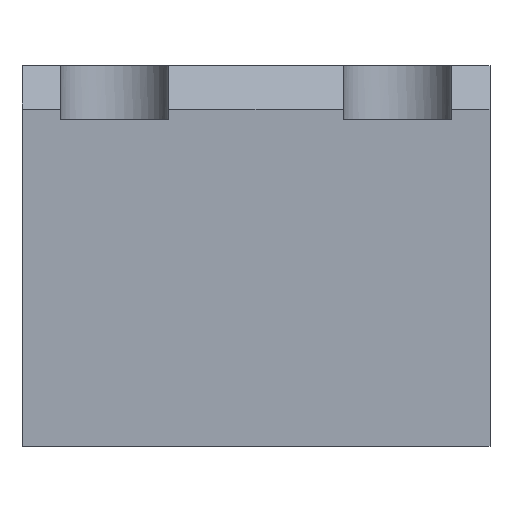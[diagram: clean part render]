
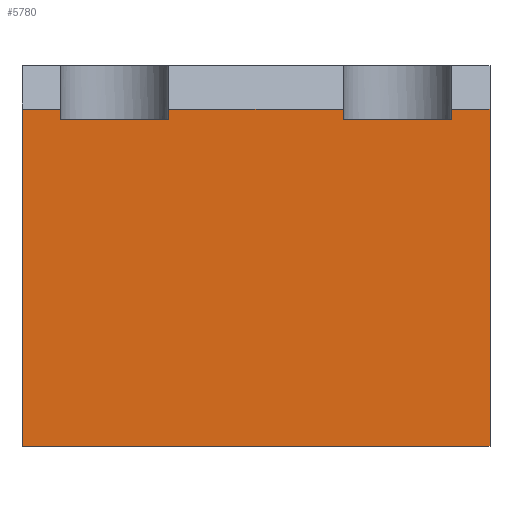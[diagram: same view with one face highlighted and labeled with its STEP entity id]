
A CAD part, front view. The second image highlights one B-rep face of the part: STEP entity #5780.
In plain terms, the highlighted free-form (B-spline) face has degree [1, 1] with [2, 2] control points.
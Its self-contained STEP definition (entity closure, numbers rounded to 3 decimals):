
#4870 = CARTESIAN_POINT ('', (13.5, 0., 31.));
#4880 = VERTEX_POINT ('', #4870);
#4890 = CARTESIAN_POINT ('', (13.5, 0., 30.));
#4900 = VERTEX_POINT ('', #4890);
#4910 = CARTESIAN_POINT ('', (13.5, 0., 31.));
#4920 = CARTESIAN_POINT ('', (13.5, 0., 30.));
#4930 = B_SPLINE_CURVE_WITH_KNOTS ('', 1, (#4910, #4920), .UNSPECIFIED., .F., .U., (2, 2), (0., 1.), .UNSPECIFIED.);
#4940 = EDGE_CURVE ('', #4880, #4900, #4930, .T.);
#4950 = ORIENTED_EDGE ('', *, *, #4940, .T.);
#4960 = CARTESIAN_POINT ('', (3.5, 0., 30.));
#4970 = VERTEX_POINT ('', #4960);
#4980 = CARTESIAN_POINT ('', (13.5, 0., 30.));
#4990 = CARTESIAN_POINT ('', (3.5, 0., 30.));
#5000 = B_SPLINE_CURVE_WITH_KNOTS ('', 1, (#4980, #4990), .UNSPECIFIED., .F., .U., (2, 2), (0., 1.), .UNSPECIFIED.);
#5010 = EDGE_CURVE ('', #4900, #4970, #5000, .T.);
#5020 = ORIENTED_EDGE ('', *, *, #5010, .T.);
#5030 = CARTESIAN_POINT ('', (3.5, 0., 31.));
#5040 = VERTEX_POINT ('', #5030);
#5050 = CARTESIAN_POINT ('', (3.5, 0., 30.));
#5060 = CARTESIAN_POINT ('', (3.5, 0., 31.));
#5070 = B_SPLINE_CURVE_WITH_KNOTS ('', 1, (#5050, #5060), .UNSPECIFIED., .F., .U., (2, 2), (0., 1.), .UNSPECIFIED.);
#5080 = EDGE_CURVE ('', #4970, #5040, #5070, .T.);
#5090 = ORIENTED_EDGE ('', *, *, #5080, .T.);
#5100 = CARTESIAN_POINT ('', (0., 0., 31.));
#5110 = VERTEX_POINT ('', #5100);
#5120 = CARTESIAN_POINT ('', (3.5, 0., 31.));
#5130 = CARTESIAN_POINT ('', (0., 0., 31.));
#5140 = B_SPLINE_CURVE_WITH_KNOTS ('', 1, (#5120, #5130), .UNSPECIFIED., .F., .U., (2, 2), (0., 1.), .UNSPECIFIED.);
#5150 = EDGE_CURVE ('', #5040, #5110, #5140, .T.);
#5160 = ORIENTED_EDGE ('', *, *, #5150, .T.);
#5170 = CARTESIAN_POINT ('', (0., 0., 0.));
#5180 = VERTEX_POINT ('', #5170);
#5190 = CARTESIAN_POINT ('', (0., 0., 31.));
#5200 = CARTESIAN_POINT ('', (0., 0., 0.));
#5210 = B_SPLINE_CURVE_WITH_KNOTS ('', 1, (#5190, #5200), .UNSPECIFIED., .F., .U., (2, 2), (0., 1.), .UNSPECIFIED.);
#5220 = EDGE_CURVE ('', #5110, #5180, #5210, .T.);
#5230 = ORIENTED_EDGE ('', *, *, #5220, .T.);
#5240 = CARTESIAN_POINT ('', (43., 0., 0.));
#5250 = VERTEX_POINT ('', #5240);
#5260 = CARTESIAN_POINT ('', (0., 0., 0.));
#5270 = CARTESIAN_POINT ('', (43., 0., 0.));
#5280 = B_SPLINE_CURVE_WITH_KNOTS ('', 1, (#5260, #5270), .UNSPECIFIED., .F., .U., (2, 2), (0., 1.), .UNSPECIFIED.);
#5290 = EDGE_CURVE ('', #5180, #5250, #5280, .T.);
#5300 = ORIENTED_EDGE ('', *, *, #5290, .T.);
#5310 = CARTESIAN_POINT ('', (43., 0., 31.));
#5320 = VERTEX_POINT ('', #5310);
#5330 = CARTESIAN_POINT ('', (43., 0., 0.));
#5340 = CARTESIAN_POINT ('', (43., 0., 31.));
#5350 = B_SPLINE_CURVE_WITH_KNOTS ('', 1, (#5330, #5340), .UNSPECIFIED., .F., .U., (2, 2), (0., 1.), .UNSPECIFIED.);
#5360 = EDGE_CURVE ('', #5250, #5320, #5350, .T.);
#5370 = ORIENTED_EDGE ('', *, *, #5360, .T.);
#5380 = CARTESIAN_POINT ('', (39.5, 0., 31.));
#5390 = VERTEX_POINT ('', #5380);
#5400 = CARTESIAN_POINT ('', (43., 0., 31.));
#5410 = CARTESIAN_POINT ('', (39.5, 0., 31.));
#5420 = B_SPLINE_CURVE_WITH_KNOTS ('', 1, (#5400, #5410), .UNSPECIFIED., .F., .U., (2, 2), (0., 1.), .UNSPECIFIED.);
#5430 = EDGE_CURVE ('', #5320, #5390, #5420, .T.);
#5440 = ORIENTED_EDGE ('', *, *, #5430, .T.);
#5450 = CARTESIAN_POINT ('', (39.5, 0., 30.));
#5460 = VERTEX_POINT ('', #5450);
#5470 = CARTESIAN_POINT ('', (39.5, 0., 31.));
#5480 = CARTESIAN_POINT ('', (39.5, 0., 30.));
#5490 = B_SPLINE_CURVE_WITH_KNOTS ('', 1, (#5470, #5480), .UNSPECIFIED., .F., .U., (2, 2), (0., 1.), .UNSPECIFIED.);
#5500 = EDGE_CURVE ('', #5390, #5460, #5490, .T.);
#5510 = ORIENTED_EDGE ('', *, *, #5500, .T.);
#5520 = CARTESIAN_POINT ('', (29.5, 0., 30.));
#5530 = VERTEX_POINT ('', #5520);
#5540 = CARTESIAN_POINT ('', (39.5, 0., 30.));
#5550 = CARTESIAN_POINT ('', (29.5, 0., 30.));
#5560 = B_SPLINE_CURVE_WITH_KNOTS ('', 1, (#5540, #5550), .UNSPECIFIED., .F., .U., (2, 2), (0., 1.), .UNSPECIFIED.);
#5570 = EDGE_CURVE ('', #5460, #5530, #5560, .T.);
#5580 = ORIENTED_EDGE ('', *, *, #5570, .T.);
#5590 = CARTESIAN_POINT ('', (29.5, 0., 31.));
#5600 = VERTEX_POINT ('', #5590);
#5610 = CARTESIAN_POINT ('', (29.5, 0., 30.));
#5620 = CARTESIAN_POINT ('', (29.5, 0., 31.));
#5630 = B_SPLINE_CURVE_WITH_KNOTS ('', 1, (#5610, #5620), .UNSPECIFIED., .F., .U., (2, 2), (0., 1.), .UNSPECIFIED.);
#5640 = EDGE_CURVE ('', #5530, #5600, #5630, .T.);
#5650 = ORIENTED_EDGE ('', *, *, #5640, .T.);
#5660 = CARTESIAN_POINT ('', (29.5, 0., 31.));
#5670 = CARTESIAN_POINT ('', (13.5, 0., 31.));
#5680 = B_SPLINE_CURVE_WITH_KNOTS ('', 1, (#5660, #5670), .UNSPECIFIED., .F., .U., (2, 2), (0., 1.), .UNSPECIFIED.);
#5690 = EDGE_CURVE ('', #5600, #4880, #5680, .T.);
#5700 = ORIENTED_EDGE ('', *, *, #5690, .T.);
#5710 = EDGE_LOOP ('', (#4950, #5020, #5090, #5160, #5230, #5300, #5370, #5440, #5510, #5580, #5650, #5700));
#5720 = FACE_OUTER_BOUND ('', #5710, .T.);
#5730 = CARTESIAN_POINT ('', (0., 0., 31.));
#5740 = CARTESIAN_POINT ('', (43., 0., 31.));
#5750 = CARTESIAN_POINT ('', (0., 0., 0.));
#5760 = CARTESIAN_POINT ('', (43., 0., 0.));
#5770 = B_SPLINE_SURFACE_WITH_KNOTS ('', 1, 1, ((#5730, #5740), (#5750, #5760)), .UNSPECIFIED., .F., .F., .U., (2, 2), (2, 2), (0., 1.), (0., 1.), .UNSPECIFIED.);
#5780 = ADVANCED_FACE ('', (#5720), #5770, .T.);
